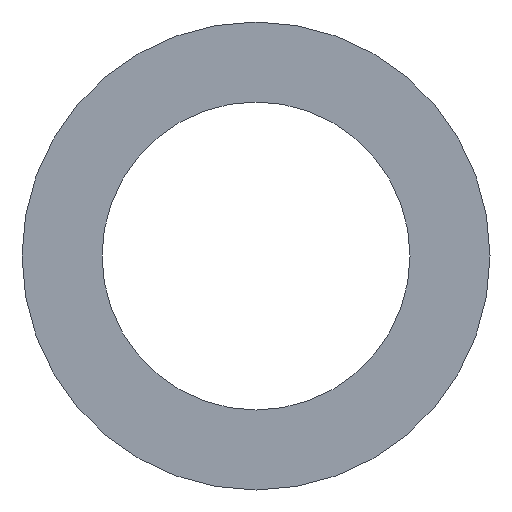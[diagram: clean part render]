
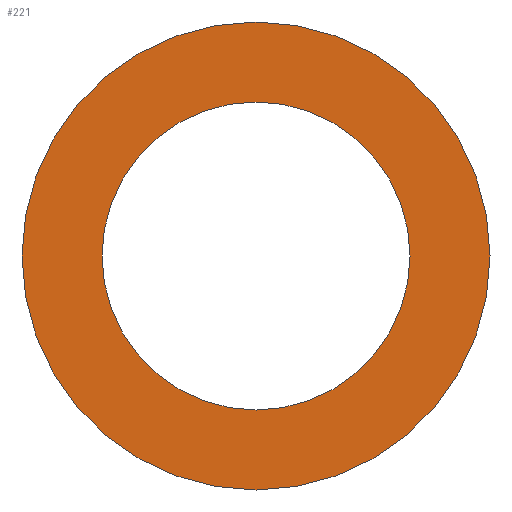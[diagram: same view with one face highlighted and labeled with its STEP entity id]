
A CAD part, front view. The second image highlights one B-rep face of the part: STEP entity #221.
In plain terms, the highlighted planar face has unit normal (0, -1, 0).
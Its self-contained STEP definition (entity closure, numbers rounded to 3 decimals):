
#3 = DIRECTION ( 'NONE',  ( 0., 1., 0. ) ) ;
#9 = ORIENTED_EDGE ( 'NONE', *, *, #238, .F. ) ;
#11 = VERTEX_POINT ( 'NONE', #111 ) ;
#17 = FACE_OUTER_BOUND ( 'NONE', #84, .T. ) ;
#18 = CIRCLE ( 'NONE', #190, 57.75 ) ;
#25 = VERTEX_POINT ( 'NONE', #161 ) ;
#30 = DIRECTION ( 'NONE',  ( 0., 1., 0. ) ) ;
#39 = EDGE_CURVE ( 'NONE', #225, #11, #147, .T. ) ;
#43 = EDGE_LOOP ( 'NONE', ( #66, #107 ) ) ;
#54 = EDGE_CURVE ( 'NONE', #25, #104, #144, .T. ) ;
#60 = DIRECTION ( 'NONE',  ( 0., 1., 0. ) ) ;
#66 = ORIENTED_EDGE ( 'NONE', *, *, #105, .T. ) ;
#72 = CARTESIAN_POINT ( 'NONE',  ( 0., 0., -57.75 ) ) ;
#74 = CARTESIAN_POINT ( 'NONE',  ( 0., 0., 0. ) ) ;
#82 = ORIENTED_EDGE ( 'NONE', *, *, #39, .F. ) ;
#84 = EDGE_LOOP ( 'NONE', ( #82, #9 ) ) ;
#88 = DIRECTION ( 'NONE',  ( 0., 0., 1. ) ) ;
#92 = CARTESIAN_POINT ( 'NONE',  ( 0., 0., 0. ) ) ;
#95 = FACE_BOUND ( 'NONE', #43, .T. ) ;
#104 = VERTEX_POINT ( 'NONE', #72 ) ;
#105 = EDGE_CURVE ( 'NONE', #104, #25, #18, .T. ) ;
#107 = ORIENTED_EDGE ( 'NONE', *, *, #54, .T. ) ;
#111 = CARTESIAN_POINT ( 'NONE',  ( 0., 0., 87.75 ) ) ;
#115 = DIRECTION ( 'NONE',  ( 0., 0., 1. ) ) ;
#123 = AXIS2_PLACEMENT_3D ( 'NONE', #136, #30, #210 ) ;
#136 = CARTESIAN_POINT ( 'NONE',  ( 0., 0., 0. ) ) ;
#144 = CIRCLE ( 'NONE', #205, 57.75 ) ;
#147 = CIRCLE ( 'NONE', #228, 87.75 ) ;
#153 = CARTESIAN_POINT ( 'NONE',  ( 0., 0., 0. ) ) ;
#154 = PLANE ( 'NONE',  #204 ) ;
#158 = CARTESIAN_POINT ( 'NONE',  ( 0., 0., -87.75 ) ) ;
#161 = CARTESIAN_POINT ( 'NONE',  ( 0., 0., 57.75 ) ) ;
#174 = DIRECTION ( 'NONE',  ( 0., 0., 1. ) ) ;
#188 = DIRECTION ( 'NONE',  ( 0., 1., 0. ) ) ;
#190 = AXIS2_PLACEMENT_3D ( 'NONE', #153, #188, #88 ) ;
#204 = AXIS2_PLACEMENT_3D ( 'NONE', #74, #230, #115 ) ;
#205 = AXIS2_PLACEMENT_3D ( 'NONE', #234, #60, #214 ) ;
#210 = DIRECTION ( 'NONE',  ( 0., 0., 1. ) ) ;
#214 = DIRECTION ( 'NONE',  ( 0., 0., 1. ) ) ;
#221 = ADVANCED_FACE ( 'NONE', ( #17, #95 ), #154, .F. ) ;
#225 = VERTEX_POINT ( 'NONE', #158 ) ;
#228 = AXIS2_PLACEMENT_3D ( 'NONE', #92, #3, #174 ) ;
#230 = DIRECTION ( 'NONE',  ( 0., 1., 0. ) ) ;
#232 = CIRCLE ( 'NONE', #123, 87.75 ) ;
#234 = CARTESIAN_POINT ( 'NONE',  ( 0., 0., 0. ) ) ;
#238 = EDGE_CURVE ( 'NONE', #11, #225, #232, .T. ) ;
